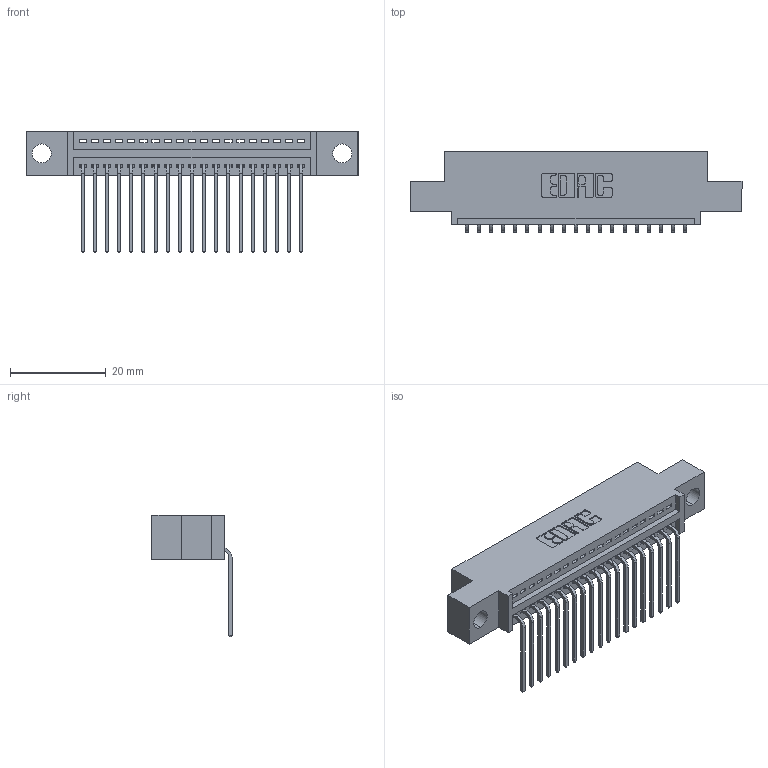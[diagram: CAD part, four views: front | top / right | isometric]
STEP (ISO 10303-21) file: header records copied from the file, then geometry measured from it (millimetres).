
FILE_DESCRIPTION (( 'STEP AP203' ), '1' );
FILE_NAME ('345-019-559-404.STEP', '2019-10-04T19:46:25', ( '' ), ( '' ), 'SwSTEP 2.0', 'SolidWorks 2016', '' );
FILE_SCHEMA (( 'CONFIG_CONTROL_DESIGN' ));
Length unit declared in the file: inch
Products named in the file (3): 345-019-559-404; 345 Part_0.110 Offset - 0.156 Dia-TH; 345-292-001_558 559 Tail - 1
Assembly tree (20 placements, depth 2):
  345-019-559-404
    345 Part_0.110 Offset - 0.156 Dia-TH
    345-292-001_558 559 Tail - 1  x19
Bounding box: 69.47 x 16.75 x 25.53 mm (x, y, z)
Volume: 6311.9 mm3; surface area: 8338 mm2
Topology: 20 solids, 20 shells, 1270 faces, 3811 edges, 2514 vertices
Faces by surface type: plane 882, cylinder 388
Entity records: 17615 total; most frequent: CARTESIAN_POINT 3061, ORIENTED_EDGE 3014, DIRECTION 2705, EDGE_CURVE 1507, VECTOR 1299, LINE 1299, VERTEX_POINT 1002, AXIS2_PLACEMENT_3D 703
